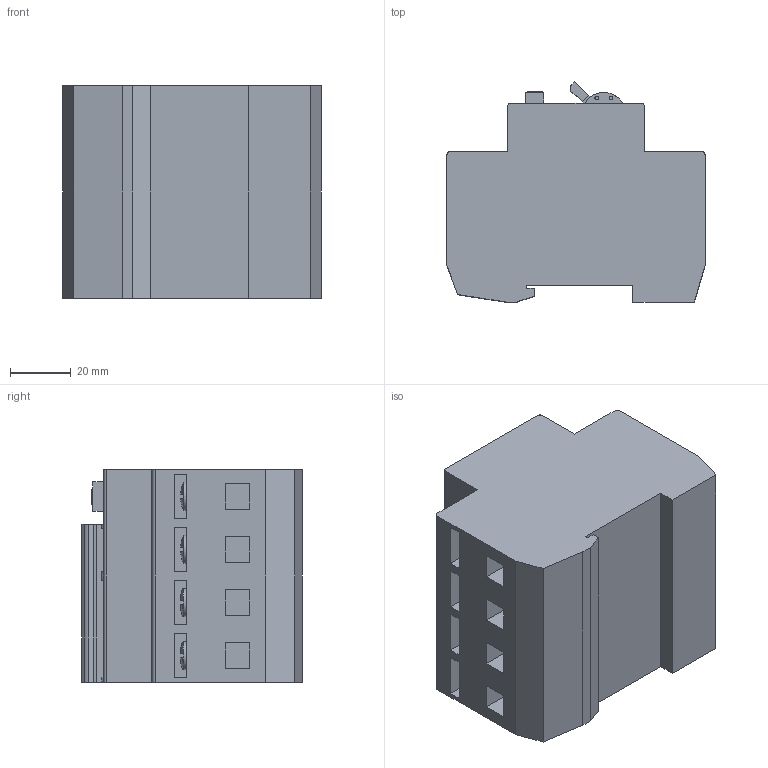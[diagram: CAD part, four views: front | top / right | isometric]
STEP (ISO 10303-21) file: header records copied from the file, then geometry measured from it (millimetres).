
FILE_DESCRIPTION (( 'STEP AP214' ), '1' );
FILE_NAME ('Rtec 489 3+N - (Altec).STEP', '2016-09-26T14:06:35', ( '' ), ( '' ), 'SwSTEP 2.0', 'SolidWorks 2016', '' );
FILE_SCHEMA (( 'AUTOMOTIVE_DESIGN' ));
Length unit declared in the file: millimetre
Products named in the file (1): Rtec 489 3+N - (Altec)
Bounding box: 85 x 72.64 x 70 mm (x, y, z)
Volume: 313447.9 mm3; surface area: 40968 mm2
Topology: 1 solids, 1 shells, 571 faces, 1509 edges, 990 vertices
Faces by surface type: plane 380, bspline 130, cylinder 57, sphere 4
Entity records: 22761 total; most frequent: CARTESIAN_POINT 7989, ORIENTED_EDGE 3018, DIRECTION 2355, EDGE_CURVE 1509, VECTOR 1027, LINE 1027, VERTEX_POINT 990, AXIS2_PLACEMENT_3D 664
